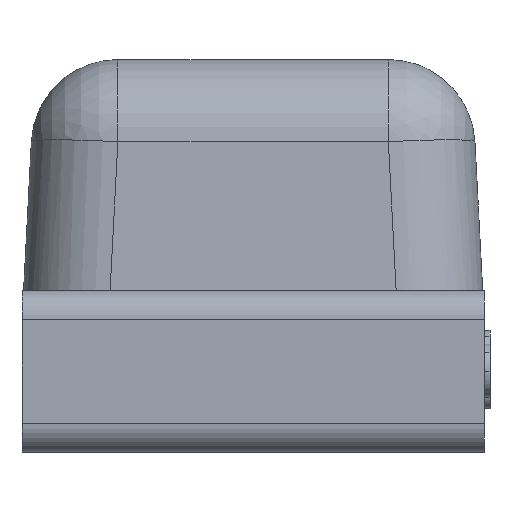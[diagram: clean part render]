
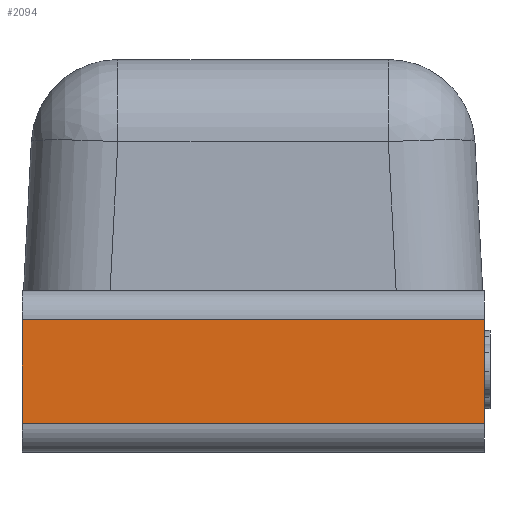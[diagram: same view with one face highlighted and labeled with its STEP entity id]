
A CAD part, left-side view. The second image highlights one B-rep face of the part: STEP entity #2094.
In plain terms, the highlighted planar face has unit normal (-1, 0, 0).
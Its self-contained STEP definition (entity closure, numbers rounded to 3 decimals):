
#323 = EDGE_CURVE ( 'NONE', #13542, #15445, #1951, .T. ) ;
#617 = EDGE_CURVE ( 'NONE', #12970, #12153, #1645, .T. ) ;
#748 = CARTESIAN_POINT ( 'NONE',  ( -0.8, 0.4, 0.18 ) ) ;
#1346 = VECTOR ( 'NONE', #8156, 1000. ) ;
#1645 = LINE ( 'NONE', #5341, #12955 ) ;
#1951 = LINE ( 'NONE', #3253, #1346 ) ;
#2094 = ADVANCED_FACE ( 'NONE', ( #13751 ), #6484, .T. ) ;
#2814 = LINE ( 'NONE', #8735, #7324 ) ;
#3100 = DIRECTION ( 'NONE',  ( 0., -1., 0. ) ) ;
#3253 = CARTESIAN_POINT ( 'NONE',  ( -0.8, 0.4, 0.18 ) ) ;
#3984 = VECTOR ( 'NONE', #6748, 1000. ) ;
#5130 = EDGE_CURVE ( 'NONE', #15445, #12970, #2814, .T. ) ;
#5341 = CARTESIAN_POINT ( 'NONE',  ( -0.8, 0.4, 0. ) ) ;
#5350 = ORIENTED_EDGE ( 'NONE', *, *, #7144, .F. ) ;
#5445 = CARTESIAN_POINT ( 'NONE',  ( -0.8, -0.4, 0.18 ) ) ;
#6147 = ORIENTED_EDGE ( 'NONE', *, *, #323, .T. ) ;
#6484 = PLANE ( 'NONE',  #7226 ) ;
#6748 = DIRECTION ( 'NONE',  ( 0., 0., -1. ) ) ;
#7144 = EDGE_CURVE ( 'NONE', #13542, #12153, #8118, .T. ) ;
#7160 = CARTESIAN_POINT ( 'NONE',  ( -0.8, 0.4, 0.18 ) ) ;
#7226 = AXIS2_PLACEMENT_3D ( 'NONE', #748, #10802, #15763 ) ;
#7324 = VECTOR ( 'NONE', #13925, 1000. ) ;
#8118 = LINE ( 'NONE', #5445, #3984 ) ;
#8156 = DIRECTION ( 'NONE',  ( 0., 1., 0. ) ) ;
#8735 = CARTESIAN_POINT ( 'NONE',  ( -0.8, 0.4, 0.18 ) ) ;
#9193 = CARTESIAN_POINT ( 'NONE',  ( -0.8, -0.4, 0.18 ) ) ;
#10802 = DIRECTION ( 'NONE',  ( -1., 0., 0. ) ) ;
#11104 = ORIENTED_EDGE ( 'NONE', *, *, #5130, .T. ) ;
#11268 = ORIENTED_EDGE ( 'NONE', *, *, #617, .T. ) ;
#11430 = EDGE_LOOP ( 'NONE', ( #5350, #6147, #11104, #11268 ) ) ;
#12153 = VERTEX_POINT ( 'NONE', #12337 ) ;
#12337 = CARTESIAN_POINT ( 'NONE',  ( -0.8, -0.4, 0. ) ) ;
#12955 = VECTOR ( 'NONE', #3100, 1000. ) ;
#12970 = VERTEX_POINT ( 'NONE', #14538 ) ;
#13542 = VERTEX_POINT ( 'NONE', #9193 ) ;
#13751 = FACE_OUTER_BOUND ( 'NONE', #11430, .T. ) ;
#13925 = DIRECTION ( 'NONE',  ( 0., 0., -1. ) ) ;
#14538 = CARTESIAN_POINT ( 'NONE',  ( -0.8, 0.4, 0. ) ) ;
#15445 = VERTEX_POINT ( 'NONE', #7160 ) ;
#15763 = DIRECTION ( 'NONE',  ( 0., 0., 1. ) ) ;
